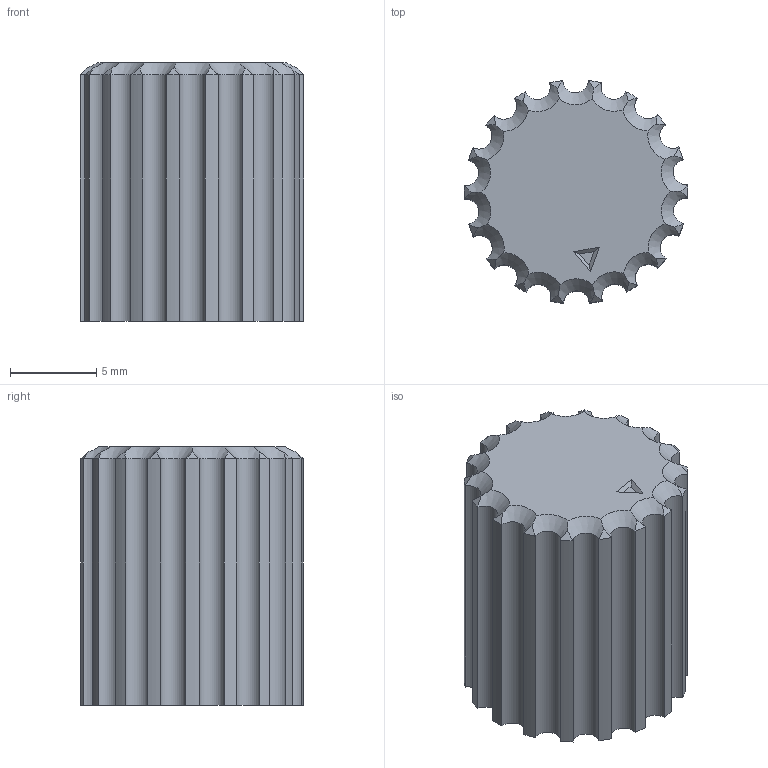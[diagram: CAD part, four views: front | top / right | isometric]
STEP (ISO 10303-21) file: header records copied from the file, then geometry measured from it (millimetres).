
FILE_DESCRIPTION(/* description */ (''),/* implementation_level */ '2;1');
FILE_NAME(/* name */ 'knob.step',/* time_stamp */ '2025-07-05T22:19:00-05:00',/* author */ (''),/* organization */ (''),/* preprocessor_version */ 'ST-DEVELOPER v20.1',/* originating_system */ 'Autodesk Translation Framework v14.10.0.0',/* authorisation */ '');
FILE_SCHEMA (('AUTOMOTIVE_DESIGN { 1 0 10303 214 3 1 1 }'));
Length unit declared in the file: millimetre
Products named in the file (1): 2025-07-05-22-19-00-269
Bounding box: 13 x 12.92 x 15 mm (x, y, z)
Volume: 1518.5 mm3; surface area: 1207.9 mm2
Topology: 1 solids, 1 shells, 81 faces, 195 edges, 118 vertices
Faces by surface type: cylinder 37, cone 36, plane 8
Entity records: 2545 total; most frequent: CARTESIAN_POINT 662, DIRECTION 397, ORIENTED_EDGE 390, EDGE_CURVE 195, AXIS2_PLACEMENT_3D 174, VERTEX_POINT 118, CIRCLE 92, EDGE_LOOP 83
